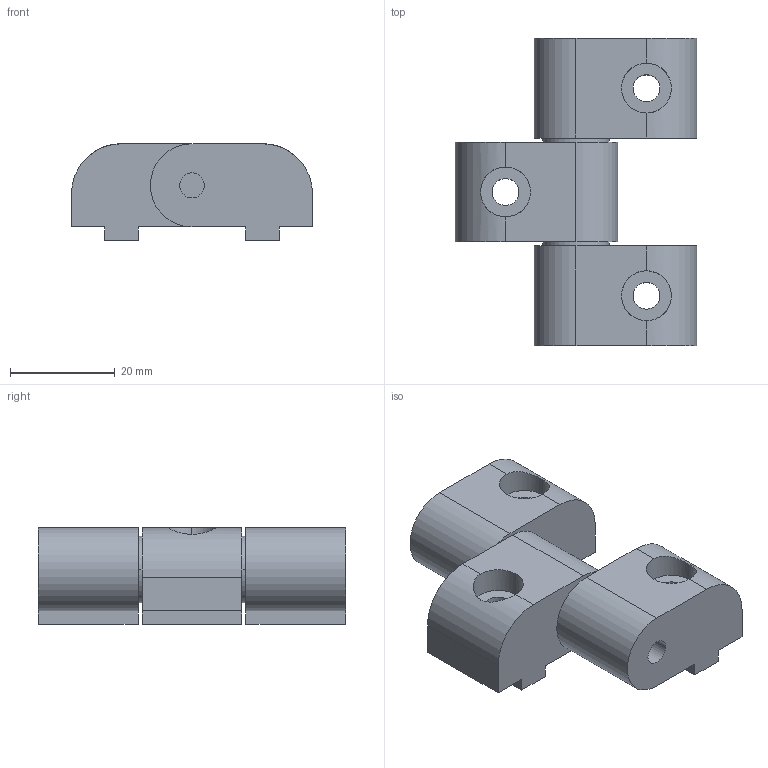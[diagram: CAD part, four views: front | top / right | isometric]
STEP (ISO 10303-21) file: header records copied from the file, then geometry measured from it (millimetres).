
FILE_DESCRIPTION((''),'2;1');
FILE_NAME('10HI7810.stp','2015-07-07T13:49:08',(''),(''),'Mechanical Desktop 2011','Mechanical Desktop 2011',', , ');
FILE_SCHEMA(('AUTOMOTIVE_DESIGN { 1 2 10303 214 1 1 1 1 }'));
Length unit declared in the file: inch
Products named in the file (1): Product
Bounding box: 46.02 x 58.67 x 18.41 mm (x, y, z)
Volume: 24244.5 mm3; surface area: 11721.7 mm2
Topology: 8 solids, 8 shells, 90 faces, 212 edges, 140 vertices
Faces by surface type: cylinder 44, plane 42, cone 4
Entity records: 2734 total; most frequent: CARTESIAN_POINT 497, DIRECTION 480, ORIENTED_EDGE 424, EDGE_CURVE 212, AXIS2_PLACEMENT_3D 183, VERTEX_POINT 140, VECTOR 114, LINE 114
